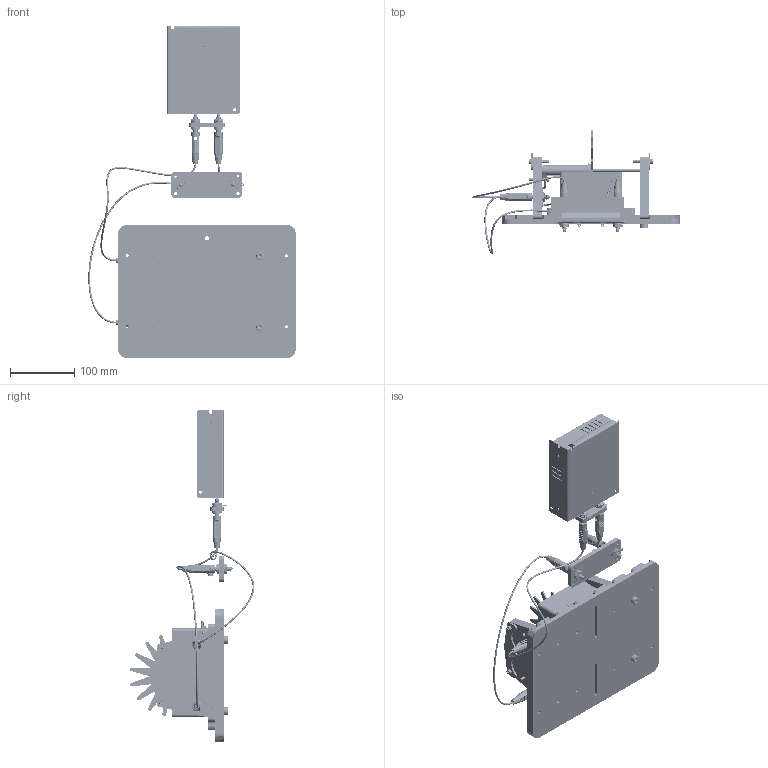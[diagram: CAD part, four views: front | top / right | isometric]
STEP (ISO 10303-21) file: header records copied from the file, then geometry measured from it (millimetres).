
FILE_DESCRIPTION(('FreeCAD Model'),'2;1');
FILE_NAME('Open CASCADE Shape Model','2025-04-28T08:08:37',('FreeCAD'),( 'FreeCAD'),'Open CASCADE STEP processor 7.6','FreeCAD','Unknown');
FILE_SCHEMA(('AUTOMOTIVE_DESIGN { 1 0 10303 214 1 1 1 1 }'));
Products named in the file (1): Open CASCADE STEP translator 7.6 1
Bounding box: 323.13 x 194.29 x 517.29 mm (x, y, z)
Volume: 1958268.8 mm3; surface area: 541942.8 mm2
Topology: 97 solids, 97 shells, 5505 faces, 14389 edges, 9208 vertices
Faces by surface type: bspline 5505
Entity records: 231394 total; most frequent: CARTESIAN_POINT 145935, ORIENTED_EDGE 28612, EDGE_CURVE 14306, B_SPLINE_CURVE_WITH_KNOTS 11815, VERTEX_POINT 9208, FACE_BOUND 6092, EDGE_LOOP 6092, ADVANCED_FACE 5505
